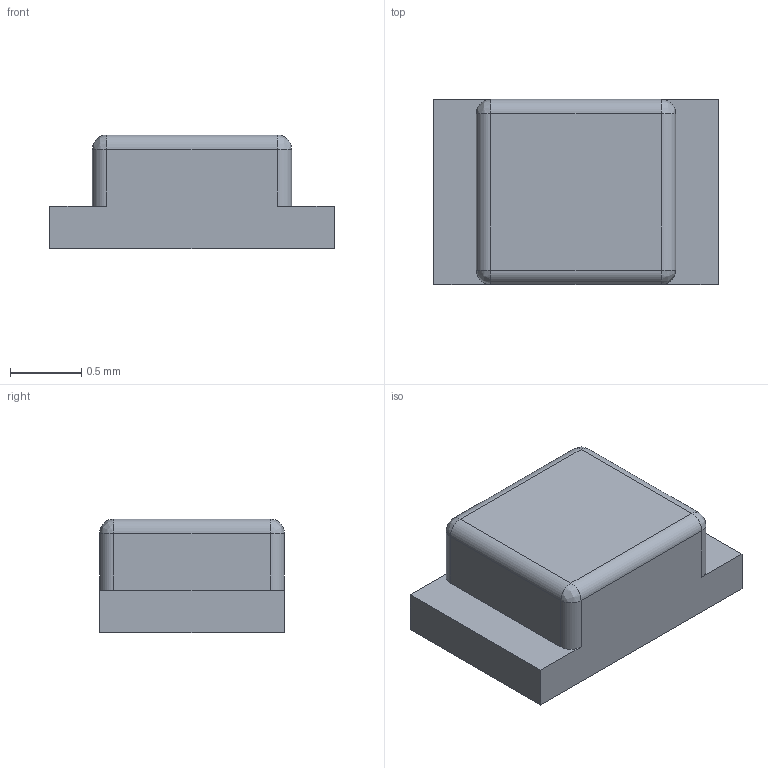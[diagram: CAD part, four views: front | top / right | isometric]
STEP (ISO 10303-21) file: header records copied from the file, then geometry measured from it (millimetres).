
FILE_DESCRIPTION(('FreeCAD Model'),'2;1');
FILE_NAME('LH_R974_20150826_geometry.STEP', '2019-12-11T20:50:11',('Author'),(''), 'Open CASCADE STEP processor 6.8','FreeCAD','Unknown');
FILE_SCHEMA(('AUTOMOTIVE_DESIGN_CC2 { 1 2 10303 214 -1 1 5 4 }'));
Length unit declared in the file: millimetre
Products named in the file (2): ASSEMBLY; LH_R974_20150826_geometry
Assembly tree (1 placements, depth 2):
  ASSEMBLY
    LH_R974_20150826_geometry
Bounding box: 2 x 1.3 x 0.8 mm (x, y, z)
Volume: 1.7 mm3; surface area: 9.6 mm2
Topology: 1 solids, 1 shells, 22 faces, 52 edges, 28 vertices
Faces by surface type: plane 10, cylinder 8, bspline 4
Entity records: 675 total; most frequent: CARTESIAN_POINT 160, DIRECTION 104, ORIENTED_EDGE 96, EDGE_CURVE 48, AXIS2_PLACEMENT_3D 36, LINE 32, VECTOR 32, VERTEX_POINT 28
